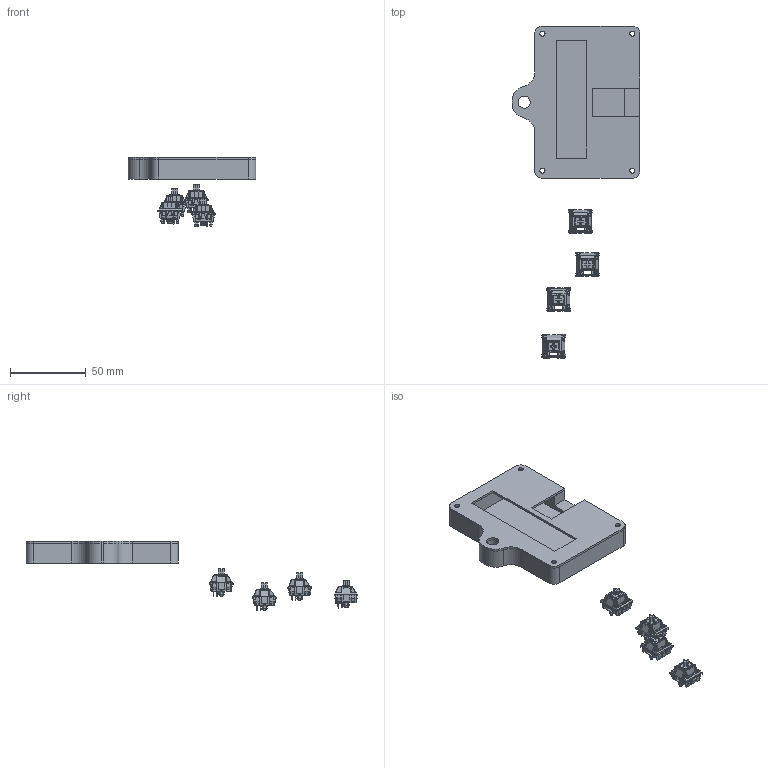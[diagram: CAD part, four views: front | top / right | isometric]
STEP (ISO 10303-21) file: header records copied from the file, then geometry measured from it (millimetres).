
FILE_DESCRIPTION(/* description */ ('STEP AP242','CAx-IF Rec.Pracs.---Representation and Presentation of Product Manufacturing Information (PMI)---4.0---2014-10-13','CAx-IF Rec.Pracs.---3D Tessellated Geometry---0.4---2014-09-14','2;1'),/* implementation_level */ '2;1');
FILE_NAME(/* name */ '67b211fa0bf0bd01676f4b1d',/* time_stamp */ '2025-02-16T16:27:39Z',/* author */ (''),/* organization */ (''),/* preprocessor_version */ 'ST-DEVELOPER v20',/* originating_system */ 'ONSHAPE BY PTC INC, 1.193',/* authorisation */ ' ');
FILE_SCHEMA (('AP242_MANAGED_MODEL_BASED_3D_ENGINEERING_MIM_LF { 1 0 10303 442 1 1 4 }'));
Length unit declared in the file: metre
Products named in the file (14): Assembly 1; SW_Cherry_MX_PCB_cp; Part 5; Part 3; Part 4; Part 1; Part 2
Assembly tree (34 placements, depth 2):
  Assembly 1
    SW_Cherry_MX_PCB_cp  x4
    SW_Cherry_MX_PCB_cp  x4
    Part 5
    SW_Cherry_MX_PCB_cp  x4
    SW_Cherry_MX_PCB_cp  x4
    SW_Cherry_MX_PCB_cp  x4
    Part 3
    SW_Cherry_MX_PCB_cp  x4
    SW_Cherry_MX_PCB_cp  x4
    Part 4
    Part 1
    Part 1
    Part 2
Bounding box: 84.26 x 218.88 x 46.08 mm (x, y, z)
Volume: 61967.8 mm3; surface area: 47810.8 mm2
Topology: 34 solids, 34 shells, 3890 faces, 10305 edges, 6534 vertices
Faces by surface type: plane 2462, cylinder 1031, torus 140, bspline 129, sphere 104, cone 24
Full cylindrical faces by diameter (mm): 1.2 x4, 1.6 x20, 2 x4, 2.6 x4, 3.2 x4, 3.4 x8, 3.8 x4, 4.8 x4, 6 x8, 8 x2
Entity records: 42535 total; most frequent: CARTESIAN_POINT 14049, ORIENTED_EDGE 5890, DIRECTION 5672, EDGE_CURVE 2945, LINE 2188, VECTOR 2188, VERTEX_POINT 1904, AXIS2_PLACEMENT_3D 1742
